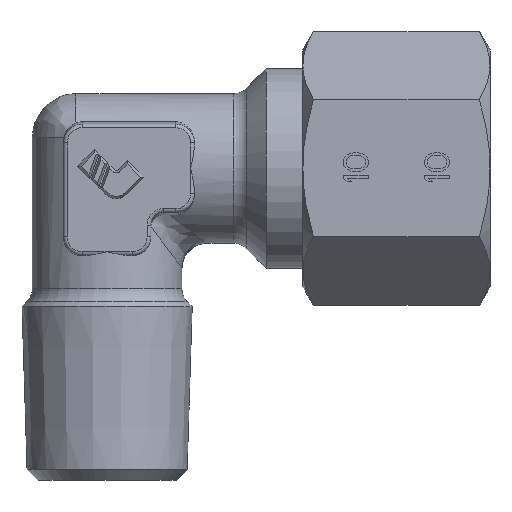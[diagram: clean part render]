
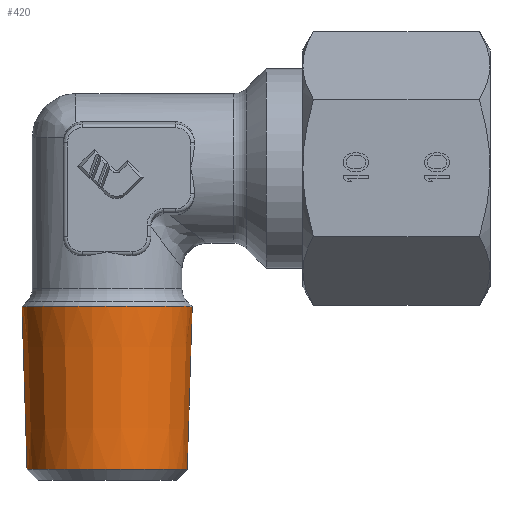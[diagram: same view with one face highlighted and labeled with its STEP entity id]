
A CAD part, top view. The second image highlights one B-rep face of the part: STEP entity #420.
In plain terms, the highlighted conical face has half-angle 1.78 degrees and reference radius 6.619 mm.
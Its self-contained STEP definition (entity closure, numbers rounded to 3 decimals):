
#420=ADVANCED_FACE('',(#1156),#1157,.T.);
#1156=FACE_OUTER_BOUND('',#2241,.T.);
#1157=CONICAL_SURFACE('',#2242,6.619,0.031);
#2241=EDGE_LOOP('',(#3953,#3954,#3955,#3956));
#2242=AXIS2_PLACEMENT_3D('',#3957,#3958,#3959);
#3953=ORIENTED_EDGE('',*,*,#7073,.T.);
#3954=ORIENTED_EDGE('',*,*,#7074,.F.);
#3955=ORIENTED_EDGE('',*,*,#7075,.T.);
#3956=ORIENTED_EDGE('',*,*,#7017,.F.);
#3957=CARTESIAN_POINT('',(0.0,-17.594,0.0));
#3958=DIRECTION('',(-0.0,1.0,-0.0));
#3959=DIRECTION('',(1.0,0.0,0.0));
#7017=EDGE_CURVE('',#8293,#8295,#8296,.T.);
#7073=EDGE_CURVE('',#8293,#8395,#8396,.T.);
#7074=EDGE_CURVE('',#8397,#8395,#8398,.T.);
#7075=EDGE_CURVE('',#8397,#8295,#8399,.T.);
#8293=VERTEX_POINT('',#10202);
#8295=VERTEX_POINT('',#10205);
#8296=CIRCLE('',#10206,6.416);
#8395=VERTEX_POINT('',#10460);
#8396=LINE('',#10461,#10462);
#8397=VERTEX_POINT('',#10463);
#8398=CIRCLE('',#10464,6.822);
#8399=LINE('',#10465,#10466);
#10202=CARTESIAN_POINT('',(6.416,-24.117,0.0));
#10205=CARTESIAN_POINT('',(-6.416,-24.117,0.));
#10206=AXIS2_PLACEMENT_3D('',#13784,#13785,#13786);
#10460=CARTESIAN_POINT('',(6.822,-11.072,0.));
#10461=CARTESIAN_POINT('',(6.619,-17.594,0.));
#10462=VECTOR('',#13845,1.0);
#10463=CARTESIAN_POINT('',(-6.822,-11.072,0.0));
#10464=AXIS2_PLACEMENT_3D('',#13846,#13847,#13848);
#10465=CARTESIAN_POINT('',(-6.619,-17.594,0.));
#10466=VECTOR('',#13849,1.0);
#13784=CARTESIAN_POINT('',(0.0,-24.117,0.0));
#13785=DIRECTION('',(0.0,-1.0,0.0));
#13786=DIRECTION('',(1.0,0.0,0.0));
#13845=DIRECTION('',(0.031,1.,0.));
#13846=CARTESIAN_POINT('',(0.0,-11.072,0.0));
#13847=DIRECTION('',(0.0,1.0,0.0));
#13848=DIRECTION('',(-1.0,0.0,0.0));
#13849=DIRECTION('',(0.031,-1.,0.));
